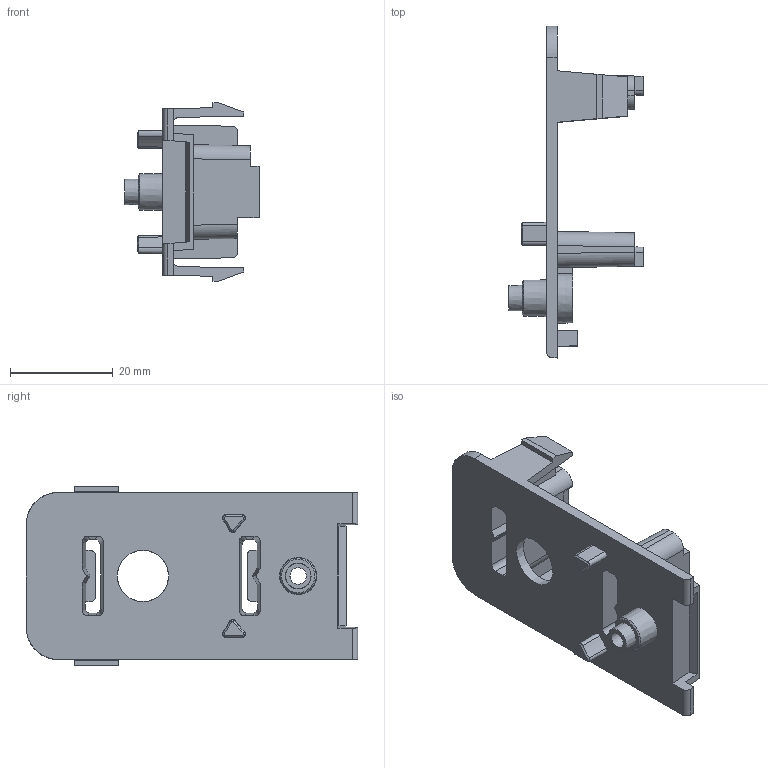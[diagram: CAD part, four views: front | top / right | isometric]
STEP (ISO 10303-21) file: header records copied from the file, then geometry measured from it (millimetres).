
FILE_DESCRIPTION(/* description */ (''),/* implementation_level */ '2;1');
FILE_NAME(/* name */ 'Side Panel.step',/* time_stamp */ '2022-12-15T16:36:31Z',/* author */ (''),/* organization */ (''),/* preprocessor_version */ 'ST-DEVELOPER v19.2',/* originating_system */ 'Autodesk Translation Framework v11.17.0.187',/* authorisation */ '');
FILE_SCHEMA (('AUTOMOTIVE_DESIGN { 1 0 10303 214 3 1 1 }'));
Length unit declared in the file: millimetre
Products named in the file (1): mv2-xx-001-0007
Bounding box: 26.15 x 64.54 x 34.77 mm (x, y, z)
Volume: 6735.6 mm3; surface area: 8116.1 mm2
Topology: 1 solids, 1 shells, 160 faces, 444 edges, 292 vertices
Faces by surface type: plane 99, cylinder 30, cone 26, bspline 5
Entity records: 5400 total; most frequent: CARTESIAN_POINT 1048, ORIENTED_EDGE 888, DIRECTION 856, EDGE_CURVE 444, LINE 326, VECTOR 326, VERTEX_POINT 292, AXIS2_PLACEMENT_3D 265
